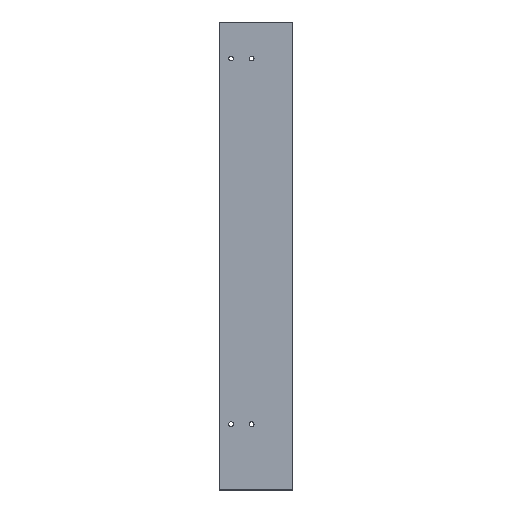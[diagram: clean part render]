
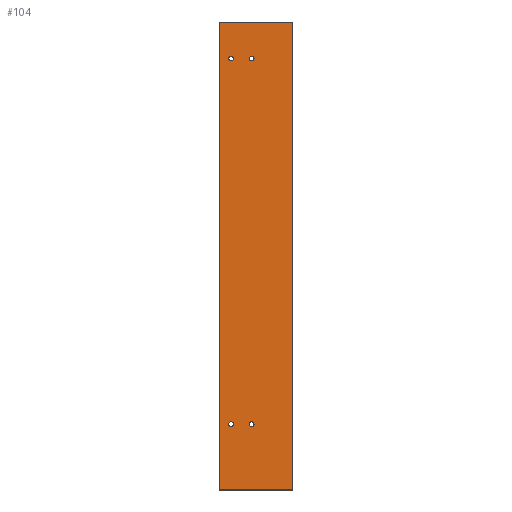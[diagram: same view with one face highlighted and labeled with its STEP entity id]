
A CAD part, top view. The second image highlights one B-rep face of the part: STEP entity #104.
In plain terms, the highlighted planar face has unit normal (0, 0, 1).
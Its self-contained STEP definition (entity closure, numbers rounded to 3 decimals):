
#3 = ORIENTED_EDGE ( 'NONE', *, *, #189, .T. ) ;
#8 = CARTESIAN_POINT ( 'NONE',  ( 0., 0., 4. ) ) ;
#13 = CARTESIAN_POINT ( 'NONE',  ( -3., 135., 4. ) ) ;
#14 = VECTOR ( 'NONE', #220, 1000. ) ;
#21 = DIRECTION ( 'NONE',  ( 0., 0., 1. ) ) ;
#24 = EDGE_CURVE ( 'NONE', #292, #462, #492, .T. ) ;
#27 = EDGE_LOOP ( 'NONE', ( #257, #219 ) ) ;
#28 = CARTESIAN_POINT ( 'NONE',  ( -17., -115., 4. ) ) ;
#31 = CARTESIAN_POINT ( 'NONE',  ( -3., -115., 4. ) ) ;
#35 = LINE ( 'NONE', #456, #160 ) ;
#37 = EDGE_LOOP ( 'NONE', ( #418, #77 ) ) ;
#40 = AXIS2_PLACEMENT_3D ( 'NONE', #31, #21, #140 ) ;
#41 = CIRCLE ( 'NONE', #322, 1.65 ) ;
#42 = VERTEX_POINT ( 'NONE', #55 ) ;
#47 = CARTESIAN_POINT ( 'NONE',  ( -25., 160., 4. ) ) ;
#55 = CARTESIAN_POINT ( 'NONE',  ( -4.65, 135., 4. ) ) ;
#61 = DIRECTION ( 'NONE',  ( 1., 0., 0. ) ) ;
#62 = AXIS2_PLACEMENT_3D ( 'NONE', #183, #218, #61 ) ;
#70 = CARTESIAN_POINT ( 'NONE',  ( -4.65, -115., 4. ) ) ;
#74 = AXIS2_PLACEMENT_3D ( 'NONE', #8, #162, #316 ) ;
#76 = VERTEX_POINT ( 'NONE', #47 ) ;
#77 = ORIENTED_EDGE ( 'NONE', *, *, #487, .F. ) ;
#78 = VERTEX_POINT ( 'NONE', #476 ) ;
#85 = FACE_BOUND ( 'NONE', #37, .T. ) ;
#93 = CARTESIAN_POINT ( 'NONE',  ( -17., 135., 4. ) ) ;
#94 = VECTOR ( 'NONE', #440, 1000. ) ;
#99 = CARTESIAN_POINT ( 'NONE',  ( 25., -160., 4. ) ) ;
#101 = CARTESIAN_POINT ( 'NONE',  ( -25., -160., 4. ) ) ;
#102 = ORIENTED_EDGE ( 'NONE', *, *, #381, .T. ) ;
#104 = ADVANCED_FACE ( 'NONE', ( #361, #201, #430, #85, #354 ), #471, .T. ) ;
#128 = CIRCLE ( 'NONE', #434, 1.65 ) ;
#131 = DIRECTION ( 'NONE',  ( 0., 0., 1. ) ) ;
#133 = EDGE_CURVE ( 'NONE', #175, #312, #346, .T. ) ;
#137 = VERTEX_POINT ( 'NONE', #101 ) ;
#140 = DIRECTION ( 'NONE',  ( 1., 0., 0. ) ) ;
#142 = DIRECTION ( 'NONE',  ( 0., 0., 1. ) ) ;
#146 = VERTEX_POINT ( 'NONE', #214 ) ;
#149 = EDGE_CURVE ( 'NONE', #312, #175, #188, .T. ) ;
#154 = EDGE_CURVE ( 'NONE', #349, #76, #250, .T. ) ;
#158 = AXIS2_PLACEMENT_3D ( 'NONE', #93, #131, #402 ) ;
#160 = VECTOR ( 'NONE', #380, 1000. ) ;
#162 = DIRECTION ( 'NONE',  ( 0., 0., 1. ) ) ;
#164 = CARTESIAN_POINT ( 'NONE',  ( -15.35, 135., 4. ) ) ;
#172 = CARTESIAN_POINT ( 'NONE',  ( -1.35, -115., 4. ) ) ;
#175 = VERTEX_POINT ( 'NONE', #70 ) ;
#183 = CARTESIAN_POINT ( 'NONE',  ( -17., -115., 4. ) ) ;
#188 = CIRCLE ( 'NONE', #40, 1.65 ) ;
#189 = EDGE_CURVE ( 'NONE', #459, #349, #488, .T. ) ;
#192 = EDGE_LOOP ( 'NONE', ( #302, #230 ) ) ;
#193 = EDGE_CURVE ( 'NONE', #146, #398, #386, .T. ) ;
#201 = FACE_BOUND ( 'NONE', #267, .T. ) ;
#206 = VECTOR ( 'NONE', #367, 1000. ) ;
#208 = CARTESIAN_POINT ( 'NONE',  ( 25., 160., 4. ) ) ;
#210 = CARTESIAN_POINT ( 'NONE',  ( 25., 160., 4. ) ) ;
#214 = CARTESIAN_POINT ( 'NONE',  ( -15.35, -115., 4. ) ) ;
#216 = ORIENTED_EDGE ( 'NONE', *, *, #154, .T. ) ;
#218 = DIRECTION ( 'NONE',  ( 0., 0., 1. ) ) ;
#219 = ORIENTED_EDGE ( 'NONE', *, *, #298, .F. ) ;
#220 = DIRECTION ( 'NONE',  ( 0., 1., 0. ) ) ;
#223 = CARTESIAN_POINT ( 'NONE',  ( -18.65, -115., 4. ) ) ;
#230 = ORIENTED_EDGE ( 'NONE', *, *, #425, .F. ) ;
#250 = LINE ( 'NONE', #372, #206 ) ;
#252 = DIRECTION ( 'NONE',  ( 0., 0., 1. ) ) ;
#257 = ORIENTED_EDGE ( 'NONE', *, *, #24, .F. ) ;
#259 = DIRECTION ( 'NONE',  ( 1., 0., 0. ) ) ;
#267 = EDGE_LOOP ( 'NONE', ( #308, #296 ) ) ;
#279 = AXIS2_PLACEMENT_3D ( 'NONE', #28, #252, #290 ) ;
#287 = DIRECTION ( 'NONE',  ( 0., 0., 1. ) ) ;
#290 = DIRECTION ( 'NONE',  ( 1., 0., 0. ) ) ;
#292 = VERTEX_POINT ( 'NONE', #164 ) ;
#296 = ORIENTED_EDGE ( 'NONE', *, *, #133, .F. ) ;
#298 = EDGE_CURVE ( 'NONE', #462, #292, #313, .T. ) ;
#302 = ORIENTED_EDGE ( 'NONE', *, *, #193, .F. ) ;
#308 = ORIENTED_EDGE ( 'NONE', *, *, #149, .F. ) ;
#312 = VERTEX_POINT ( 'NONE', #172 ) ;
#313 = CIRCLE ( 'NONE', #495, 1.65 ) ;
#316 = DIRECTION ( 'NONE',  ( 1., 0., 0. ) ) ;
#318 = DIRECTION ( 'NONE',  ( 0., 0., 1. ) ) ;
#320 = EDGE_LOOP ( 'NONE', ( #3, #216, #491, #102 ) ) ;
#321 = DIRECTION ( 'NONE',  ( 0., 0., 1. ) ) ;
#322 = AXIS2_PLACEMENT_3D ( 'NONE', #378, #142, #259 ) ;
#333 = EDGE_CURVE ( 'NONE', #78, #42, #128, .T. ) ;
#346 = CIRCLE ( 'NONE', #352, 1.65 ) ;
#349 = VERTEX_POINT ( 'NONE', #208 ) ;
#352 = AXIS2_PLACEMENT_3D ( 'NONE', #480, #287, #451 ) ;
#354 = FACE_OUTER_BOUND ( 'NONE', #320, .T. ) ;
#355 = CARTESIAN_POINT ( 'NONE',  ( -17., 135., 4. ) ) ;
#360 = CARTESIAN_POINT ( 'NONE',  ( -25., -160., 4. ) ) ;
#361 = FACE_BOUND ( 'NONE', #27, .T. ) ;
#366 = CARTESIAN_POINT ( 'NONE',  ( -18.65, 135., 4. ) ) ;
#367 = DIRECTION ( 'NONE',  ( -1., 0., 0. ) ) ;
#372 = CARTESIAN_POINT ( 'NONE',  ( -25., 160., 4. ) ) ;
#378 = CARTESIAN_POINT ( 'NONE',  ( -3., 135., 4. ) ) ;
#380 = DIRECTION ( 'NONE',  ( 0., -1., 0. ) ) ;
#381 = EDGE_CURVE ( 'NONE', #137, #459, #477, .T. ) ;
#386 = CIRCLE ( 'NONE', #62, 1.65 ) ;
#398 = VERTEX_POINT ( 'NONE', #223 ) ;
#402 = DIRECTION ( 'NONE',  ( 1., 0., 0. ) ) ;
#403 = DIRECTION ( 'NONE',  ( 1., 0., 0. ) ) ;
#405 = CIRCLE ( 'NONE', #279, 1.65 ) ;
#411 = EDGE_CURVE ( 'NONE', #76, #137, #35, .T. ) ;
#418 = ORIENTED_EDGE ( 'NONE', *, *, #333, .F. ) ;
#425 = EDGE_CURVE ( 'NONE', #398, #146, #405, .T. ) ;
#430 = FACE_BOUND ( 'NONE', #192, .T. ) ;
#434 = AXIS2_PLACEMENT_3D ( 'NONE', #13, #321, #474 ) ;
#440 = DIRECTION ( 'NONE',  ( 1., 0., 0. ) ) ;
#451 = DIRECTION ( 'NONE',  ( 1., 0., 0. ) ) ;
#456 = CARTESIAN_POINT ( 'NONE',  ( -25., 160., 4. ) ) ;
#459 = VERTEX_POINT ( 'NONE', #99 ) ;
#462 = VERTEX_POINT ( 'NONE', #366 ) ;
#471 = PLANE ( 'NONE',  #74 ) ;
#474 = DIRECTION ( 'NONE',  ( 1., 0., 0. ) ) ;
#476 = CARTESIAN_POINT ( 'NONE',  ( -1.35, 135., 4. ) ) ;
#477 = LINE ( 'NONE', #360, #94 ) ;
#480 = CARTESIAN_POINT ( 'NONE',  ( -3., -115., 4. ) ) ;
#487 = EDGE_CURVE ( 'NONE', #42, #78, #41, .T. ) ;
#488 = LINE ( 'NONE', #210, #14 ) ;
#491 = ORIENTED_EDGE ( 'NONE', *, *, #411, .T. ) ;
#492 = CIRCLE ( 'NONE', #158, 1.65 ) ;
#495 = AXIS2_PLACEMENT_3D ( 'NONE', #355, #318, #403 ) ;
